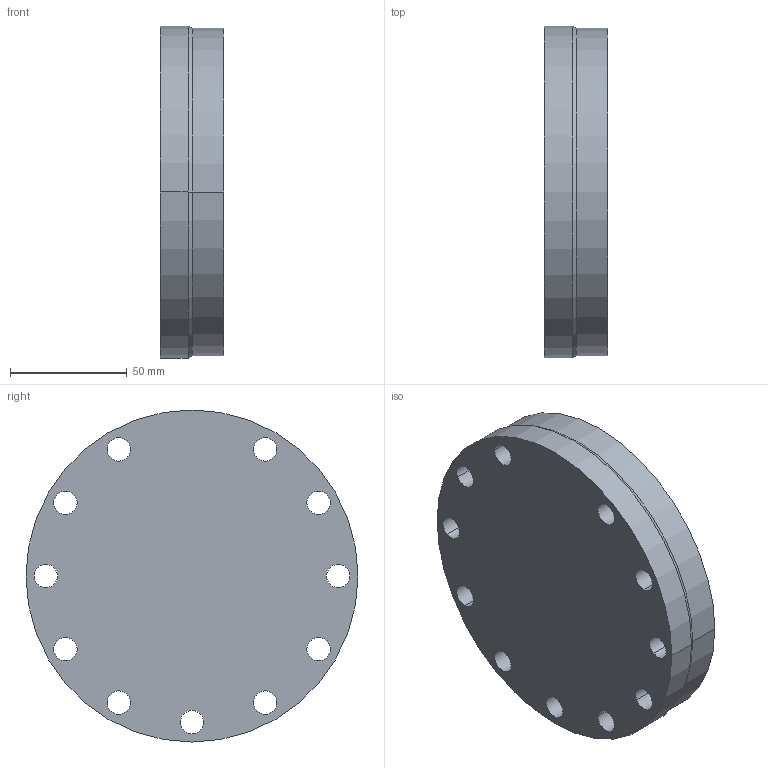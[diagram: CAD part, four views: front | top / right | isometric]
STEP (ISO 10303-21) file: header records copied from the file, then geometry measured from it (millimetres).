
FILE_DESCRIPTION (( 'STEP AP203' ), '1' );
FILE_NAME ('KR90_R3700_K_prime.stp[87]_Valor predeterminado_sldprt.STEP', '2021-01-10T23:18:40', ( '' ), ( '' ), 'SwSTEP 2.0', 'SolidWorks 2020', '' );
FILE_SCHEMA (( 'CONFIG_CONTROL_DESIGN' ));
Length unit declared in the file: millimetre
Products named in the file (1): KR90_R3700_K_prime.stp[87]_Valor predeterminado_sldprt
Bounding box: 27 x 142 x 142 mm (x, y, z)
Volume: 363222.8 mm3; surface area: 53009.9 mm2
Topology: 1 solids, 1 shells, 47 faces, 126 edges, 81 vertices
Faces by surface type: cylinder 37, plane 6, cone 4
Entity records: 1619 total; most frequent: DIRECTION 300, CARTESIAN_POINT 253, ORIENTED_EDGE 248, AXIS2_PLACEMENT_3D 128, EDGE_CURVE 124, VERTEX_POINT 81, CIRCLE 80, EDGE_LOOP 71
